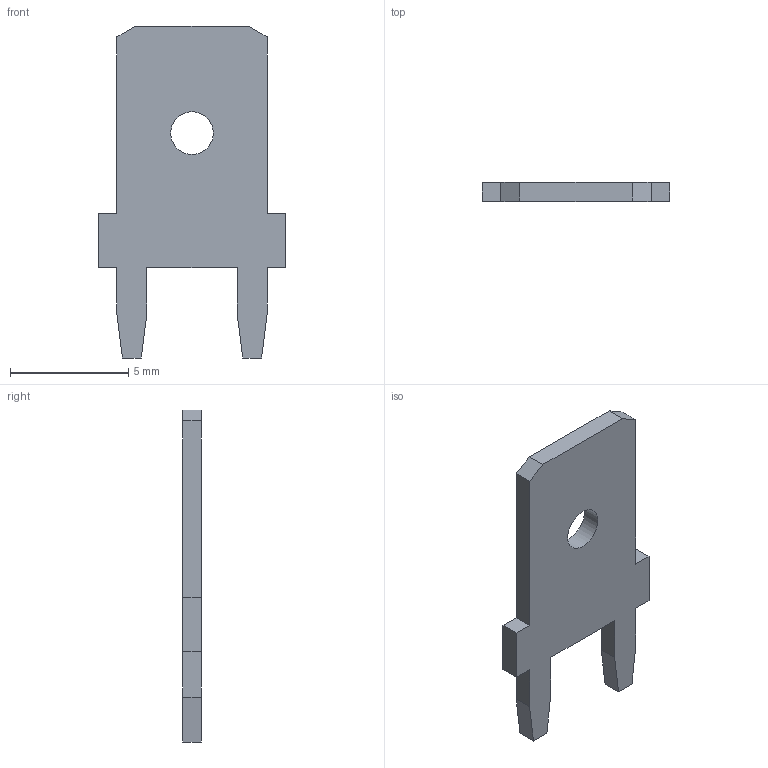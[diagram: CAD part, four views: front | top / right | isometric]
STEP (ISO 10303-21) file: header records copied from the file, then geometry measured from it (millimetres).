
FILE_DESCRIPTION( ( '' ), ' ' );
FILE_NAME( '5cc0356b7a1d12172263dd5c.step', '2019-04-24T10:07:40', ( '' ), ( '' ), ' ', ' ', ' ' );
FILE_SCHEMA( ( 'AUTOMOTIVE_DESIGN { 1 0 10303 214 1 1 1 1 }' ) );
Length unit declared in the file: metre
Products named in the file (1): Tab
Bounding box: 7.92 x 0.8 x 14.02 mm (x, y, z)
Volume: 59.4 mm3; surface area: 193.1 mm2
Topology: 1 solids, 1 shells, 25 faces, 69 edges, 46 vertices
Faces by surface type: plane 24, cylinder 1
Full cylindrical faces by diameter (mm): 1.8 x1
Entity records: 1000 total; most frequent: CARTESIAN_POINT 140, ORIENTED_EDGE 136, DIRECTION 122, EDGE_CURVE 68, LINE 66, VECTOR 66, VERTEX_POINT 46, AXIS2_PLACEMENT_3D 28
